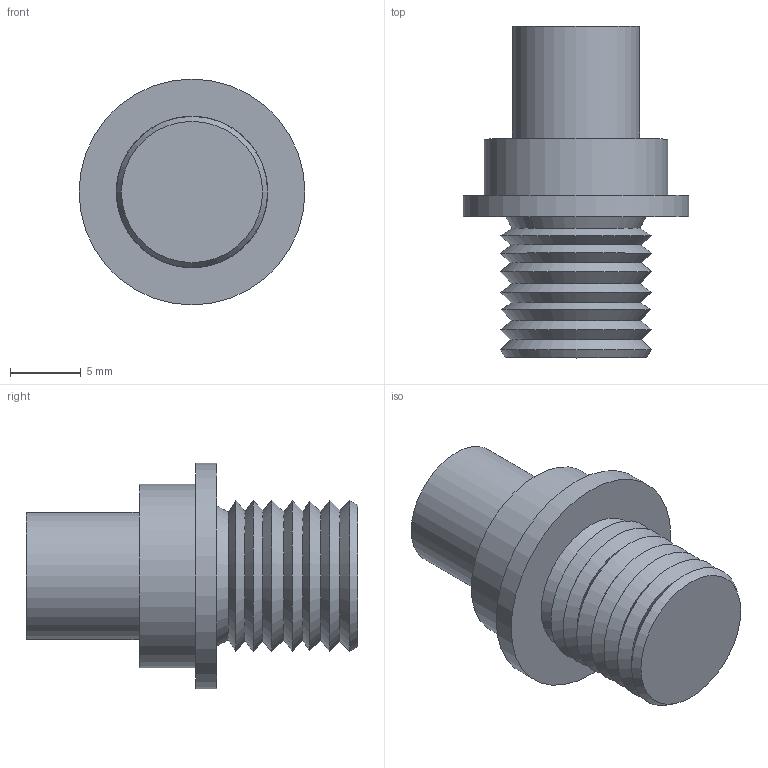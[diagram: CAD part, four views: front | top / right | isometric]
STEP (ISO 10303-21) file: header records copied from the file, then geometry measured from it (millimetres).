
FILE_DESCRIPTION(('FreeCAD Model'),'2;1');
FILE_NAME('power2.stp', '2015-06-29T01:23:06',('Author'),(''), 'Open CASCADE STEP processor 6.8','FreeCAD','Unknown');
FILE_SCHEMA(('AUTOMOTIVE_DESIGN_CC2 { 1 2 10303 214 -1 1 5 4 }'));
Length unit declared in the file: millimetre
Products named in the file (1): Revolution
Bounding box: 16 x 23.5 x 16 mm (x, y, z)
Volume: 2115.6 mm3; surface area: 1324.8 mm2
Topology: 1 solids, 1 shells, 23 faces, 40 edges, 22 vertices
Faces by surface type: cone 15, plane 5, cylinder 3
Full cylindrical faces by diameter (mm): 9 x1, 13 x1, 16 x1
Entity records: 1100 total; most frequent: CARTESIAN_POINT 196, DIRECTION 185, LINE 90, VECTOR 90, ORIENTED_EDGE 80, PCURVE 80, DEFINITIONAL_REPRESENTATION 80, AXIS2_PLACEMENT_3D 46
